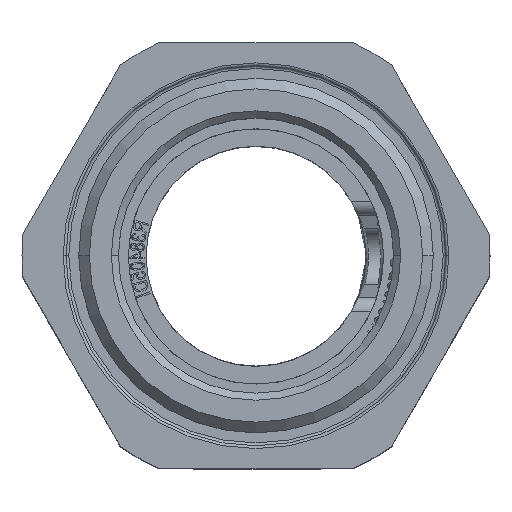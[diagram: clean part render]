
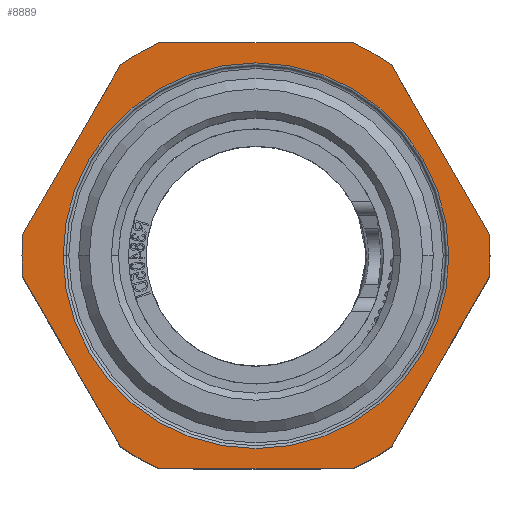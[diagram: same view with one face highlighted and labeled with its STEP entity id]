
A CAD part, top view. The second image highlights one B-rep face of the part: STEP entity #8889.
In plain terms, the highlighted planar face has unit normal (0, 0, 1).
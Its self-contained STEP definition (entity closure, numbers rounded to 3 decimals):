
#160 = VERTEX_POINT ( 'NONE', #11881 ) ;
#306 = AXIS2_PLACEMENT_3D ( 'NONE', #10640, #1312, #12552 ) ;
#363 = LINE ( 'NONE', #7973, #1485 ) ;
#488 = DIRECTION ( 'NONE',  ( 0.5, -0.866, 0. ) ) ;
#718 = DIRECTION ( 'NONE',  ( 0., 0., -1. ) ) ;
#742 = VERTEX_POINT ( 'NONE', #9973 ) ;
#854 = CIRCLE ( 'NONE', #4437, 16.5 ) ;
#942 = VERTEX_POINT ( 'NONE', #11965 ) ;
#974 = VERTEX_POINT ( 'NONE', #9823 ) ;
#1008 = CIRCLE ( 'NONE', #1843, 13.6 ) ;
#1177 = VECTOR ( 'NONE', #5969, 1000. ) ;
#1312 = DIRECTION ( 'NONE',  ( 0., 0., -1. ) ) ;
#1377 = EDGE_CURVE ( 'NONE', #9800, #742, #10759, .T. ) ;
#1445 = CARTESIAN_POINT ( 'NONE',  ( 0., 0., 15.7 ) ) ;
#1485 = VECTOR ( 'NONE', #2256, 1000. ) ;
#1508 = CARTESIAN_POINT ( 'NONE',  ( 0., 0., 15.7 ) ) ;
#1668 = ORIENTED_EDGE ( 'NONE', *, *, #3003, .F. ) ;
#1772 = VECTOR ( 'NONE', #488, 1000. ) ;
#1843 = AXIS2_PLACEMENT_3D ( 'NONE', #6866, #718, #7912 ) ;
#1912 = ORIENTED_EDGE ( 'NONE', *, *, #7939, .T. ) ;
#2046 = CARTESIAN_POINT ( 'NONE',  ( -16.5, 0., 15.7 ) ) ;
#2256 = DIRECTION ( 'NONE',  ( 0.5, 0.866, 0. ) ) ;
#2531 = DIRECTION ( 'NONE',  ( 0., 0., -1. ) ) ;
#2594 = CIRCLE ( 'NONE', #3981, 13.6 ) ;
#2614 = CARTESIAN_POINT ( 'NONE',  ( 17.321, 0., 15.7 ) ) ;
#2856 = CARTESIAN_POINT ( 'NONE',  ( 6.874, -15., 15.7 ) ) ;
#2904 = LINE ( 'NONE', #12449, #3084 ) ;
#2906 = LINE ( 'NONE', #10788, #9978 ) ;
#2941 = ORIENTED_EDGE ( 'NONE', *, *, #5251, .F. ) ;
#2987 = ORIENTED_EDGE ( 'NONE', *, *, #12013, .F. ) ;
#3003 = EDGE_CURVE ( 'NONE', #5809, #3966, #10960, .T. ) ;
#3084 = VECTOR ( 'NONE', #3269, 1000. ) ;
#3157 = ORIENTED_EDGE ( 'NONE', *, *, #11376, .T. ) ;
#3269 = DIRECTION ( 'NONE',  ( -1., 0., 0. ) ) ;
#3302 = DIRECTION ( 'NONE',  ( 0., 0., -1. ) ) ;
#3404 = VERTEX_POINT ( 'NONE', #6170 ) ;
#3569 = VERTEX_POINT ( 'NONE', #5516 ) ;
#3641 = ORIENTED_EDGE ( 'NONE', *, *, #8648, .T. ) ;
#3704 = ORIENTED_EDGE ( 'NONE', *, *, #11936, .F. ) ;
#3764 = DIRECTION ( 'NONE',  ( 0., 0., -1. ) ) ;
#3855 = ORIENTED_EDGE ( 'NONE', *, *, #4016, .T. ) ;
#3878 = VERTEX_POINT ( 'NONE', #11435 ) ;
#3966 = VERTEX_POINT ( 'NONE', #11478 ) ;
#3981 = AXIS2_PLACEMENT_3D ( 'NONE', #10472, #5364, #6329 ) ;
#4016 = EDGE_CURVE ( 'NONE', #12295, #160, #2594, .T. ) ;
#4210 = EDGE_CURVE ( 'NONE', #3404, #942, #11732, .T. ) ;
#4437 = AXIS2_PLACEMENT_3D ( 'NONE', #5736, #3764, #8791 ) ;
#4607 = DIRECTION ( 'NONE',  ( 1., 0., 0. ) ) ;
#5005 = CARTESIAN_POINT ( 'NONE',  ( -16.427, -1.547, 15.7 ) ) ;
#5034 = CARTESIAN_POINT ( 'NONE',  ( 9.553, -13.453, 15.7 ) ) ;
#5068 = EDGE_CURVE ( 'NONE', #13194, #10540, #2906, .T. ) ;
#5251 = EDGE_CURVE ( 'NONE', #3878, #13226, #7433, .T. ) ;
#5364 = DIRECTION ( 'NONE',  ( 0., 0., -1. ) ) ;
#5423 = CARTESIAN_POINT ( 'NONE',  ( 0., 0., 15.7 ) ) ;
#5469 = PLANE ( 'NONE',  #9828 ) ;
#5494 = EDGE_CURVE ( 'NONE', #974, #13226, #2904, .T. ) ;
#5516 = CARTESIAN_POINT ( 'NONE',  ( 9.553, 13.453, 15.7 ) ) ;
#5736 = CARTESIAN_POINT ( 'NONE',  ( 0., 0., 15.7 ) ) ;
#5809 = VERTEX_POINT ( 'NONE', #2046 ) ;
#5826 = ORIENTED_EDGE ( 'NONE', *, *, #5494, .T. ) ;
#5846 = EDGE_LOOP ( 'NONE', ( #12095, #2987, #3157, #12591, #1912, #10118, #5826, #2941, #3641, #1668, #3704, #11468, #7805 ) ) ;
#5969 = DIRECTION ( 'NONE',  ( -0.5, 0.866, 0. ) ) ;
#5997 = DIRECTION ( 'NONE',  ( -0.5, -0.866, 0. ) ) ;
#6127 = CARTESIAN_POINT ( 'NONE',  ( -8.66, 15., 15.7 ) ) ;
#6170 = CARTESIAN_POINT ( 'NONE',  ( 16.427, 1.547, 15.7 ) ) ;
#6329 = DIRECTION ( 'NONE',  ( 1., 0., 0. ) ) ;
#6456 = DIRECTION ( 'NONE',  ( 1., 0., 0. ) ) ;
#6501 = AXIS2_PLACEMENT_3D ( 'NONE', #10944, #11868, #9873 ) ;
#6638 = DIRECTION ( 'NONE',  ( 1., 0., 0. ) ) ;
#6651 = CARTESIAN_POINT ( 'NONE',  ( -17.321, 0., 15.7 ) ) ;
#6680 = DIRECTION ( 'NONE',  ( 0., 0., 1. ) ) ;
#6796 = EDGE_CURVE ( 'NONE', #974, #3569, #7729, .T. ) ;
#6866 = CARTESIAN_POINT ( 'NONE',  ( 0., 0., 15.7 ) ) ;
#6867 = CARTESIAN_POINT ( 'NONE',  ( 13.6, 0., 15.7 ) ) ;
#7257 = FACE_OUTER_BOUND ( 'NONE', #5846, .T. ) ;
#7433 = CIRCLE ( 'NONE', #7718, 16.5 ) ;
#7698 = DIRECTION ( 'NONE',  ( 0., 0., -1. ) ) ;
#7718 = AXIS2_PLACEMENT_3D ( 'NONE', #1445, #8609, #8435 ) ;
#7729 = CIRCLE ( 'NONE', #11792, 16.5 ) ;
#7805 = ORIENTED_EDGE ( 'NONE', *, *, #12533, .F. ) ;
#7912 = DIRECTION ( 'NONE',  ( 1., 0., 0. ) ) ;
#7939 = EDGE_CURVE ( 'NONE', #3404, #3569, #7940, .T. ) ;
#7940 = LINE ( 'NONE', #2614, #1177 ) ;
#7973 = CARTESIAN_POINT ( 'NONE',  ( 8.66, -15., 15.7 ) ) ;
#8099 = VERTEX_POINT ( 'NONE', #5034 ) ;
#8217 = AXIS2_PLACEMENT_3D ( 'NONE', #5423, #3302, #6456 ) ;
#8271 = AXIS2_PLACEMENT_3D ( 'NONE', #12606, #7698, #10643 ) ;
#8365 = ORIENTED_EDGE ( 'NONE', *, *, #8578, .T. ) ;
#8435 = DIRECTION ( 'NONE',  ( 1., 0., 0. ) ) ;
#8578 = EDGE_CURVE ( 'NONE', #160, #12295, #1008, .T. ) ;
#8609 = DIRECTION ( 'NONE',  ( 0., 0., -1. ) ) ;
#8636 = EDGE_LOOP ( 'NONE', ( #3855, #8365 ) ) ;
#8648 = EDGE_CURVE ( 'NONE', #3878, #3966, #10769, .T. ) ;
#8662 = VECTOR ( 'NONE', #5997, 1000. ) ;
#8791 = DIRECTION ( 'NONE',  ( 1., 0., 0. ) ) ;
#8889 = ADVANCED_FACE ( 'NONE', ( #10623, #7257 ), #5469, .T. ) ;
#9730 = CARTESIAN_POINT ( 'NONE',  ( -6.874, -15., 15.7 ) ) ;
#9800 = VERTEX_POINT ( 'NONE', #5005 ) ;
#9821 = CARTESIAN_POINT ( 'NONE',  ( -6.874, 15., 15.7 ) ) ;
#9823 = CARTESIAN_POINT ( 'NONE',  ( 6.874, 15., 15.7 ) ) ;
#9828 = AXIS2_PLACEMENT_3D ( 'NONE', #11853, #6680, #6638 ) ;
#9873 = DIRECTION ( 'NONE',  ( 1., 0., 0. ) ) ;
#9973 = CARTESIAN_POINT ( 'NONE',  ( -9.553, -13.453, 15.7 ) ) ;
#9978 = VECTOR ( 'NONE', #11796, 1000. ) ;
#10118 = ORIENTED_EDGE ( 'NONE', *, *, #6796, .F. ) ;
#10472 = CARTESIAN_POINT ( 'NONE',  ( 0., 0., 15.7 ) ) ;
#10540 = VERTEX_POINT ( 'NONE', #2856 ) ;
#10623 = FACE_BOUND ( 'NONE', #8636, .T. ) ;
#10640 = CARTESIAN_POINT ( 'NONE',  ( 0., 0., 15.7 ) ) ;
#10643 = DIRECTION ( 'NONE',  ( 1., 0., 0. ) ) ;
#10759 = LINE ( 'NONE', #6651, #1772 ) ;
#10769 = LINE ( 'NONE', #6127, #8662 ) ;
#10788 = CARTESIAN_POINT ( 'NONE',  ( -8.66, -15., 15.7 ) ) ;
#10917 = CIRCLE ( 'NONE', #6501, 16.5 ) ;
#10944 = CARTESIAN_POINT ( 'NONE',  ( 0., 0., 15.7 ) ) ;
#10960 = CIRCLE ( 'NONE', #8271, 16.5 ) ;
#11376 = EDGE_CURVE ( 'NONE', #8099, #942, #363, .T. ) ;
#11435 = CARTESIAN_POINT ( 'NONE',  ( -9.553, 13.453, 15.7 ) ) ;
#11468 = ORIENTED_EDGE ( 'NONE', *, *, #1377, .T. ) ;
#11478 = CARTESIAN_POINT ( 'NONE',  ( -16.427, 1.547, 15.7 ) ) ;
#11732 = CIRCLE ( 'NONE', #306, 16.5 ) ;
#11792 = AXIS2_PLACEMENT_3D ( 'NONE', #1508, #2531, #4607 ) ;
#11796 = DIRECTION ( 'NONE',  ( 1., 0., 0. ) ) ;
#11853 = CARTESIAN_POINT ( 'NONE',  ( 0., 0., 15.7 ) ) ;
#11868 = DIRECTION ( 'NONE',  ( 0., 0., -1. ) ) ;
#11881 = CARTESIAN_POINT ( 'NONE',  ( -13.6, 0., 15.7 ) ) ;
#11936 = EDGE_CURVE ( 'NONE', #9800, #5809, #854, .T. ) ;
#11965 = CARTESIAN_POINT ( 'NONE',  ( 16.427, -1.547, 15.7 ) ) ;
#12013 = EDGE_CURVE ( 'NONE', #8099, #10540, #10917, .T. ) ;
#12095 = ORIENTED_EDGE ( 'NONE', *, *, #5068, .T. ) ;
#12187 = CIRCLE ( 'NONE', #8217, 16.5 ) ;
#12295 = VERTEX_POINT ( 'NONE', #6867 ) ;
#12449 = CARTESIAN_POINT ( 'NONE',  ( 8.66, 15., 15.7 ) ) ;
#12533 = EDGE_CURVE ( 'NONE', #13194, #742, #12187, .T. ) ;
#12552 = DIRECTION ( 'NONE',  ( 1., 0., 0. ) ) ;
#12591 = ORIENTED_EDGE ( 'NONE', *, *, #4210, .F. ) ;
#12606 = CARTESIAN_POINT ( 'NONE',  ( 0., 0., 15.7 ) ) ;
#13194 = VERTEX_POINT ( 'NONE', #9730 ) ;
#13226 = VERTEX_POINT ( 'NONE', #9821 ) ;
